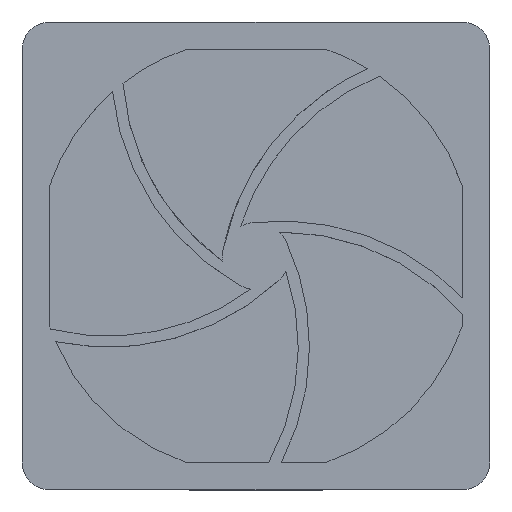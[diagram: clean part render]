
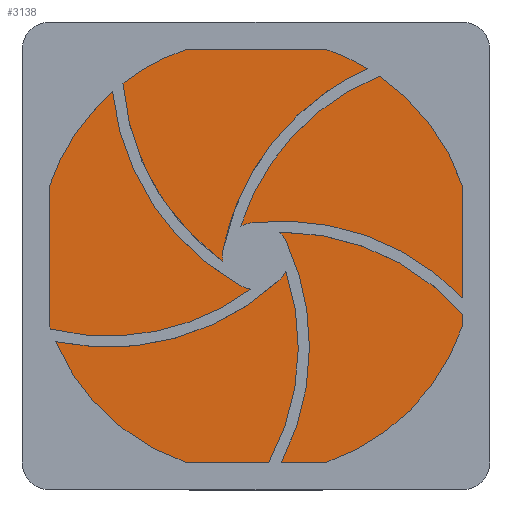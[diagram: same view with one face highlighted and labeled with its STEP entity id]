
A CAD part, top view. The second image highlights one B-rep face of the part: STEP entity #3138.
In plain terms, the highlighted planar face has unit normal (0, 0, 1).
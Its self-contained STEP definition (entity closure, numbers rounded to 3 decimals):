
#440 = VERTEX_POINT ( 'NONE', #6463 ) ;
#513 = VECTOR ( 'NONE', #4877, 1000. ) ;
#614 = CARTESIAN_POINT ( 'NONE',  ( -38.862, 29.337, 11. ) ) ;
#680 = DIRECTION ( 'NONE',  ( 0., -1., 0. ) ) ;
#1229 = VERTEX_POINT ( 'NONE', #7518 ) ;
#1277 = EDGE_CURVE ( 'NONE', #4226, #1229, #1422, .T. ) ;
#1422 = LINE ( 'NONE', #6382, #7358 ) ;
#1474 = LINE ( 'NONE', #7743, #7502 ) ;
#1502 = ORIENTED_EDGE ( 'NONE', *, *, #4094, .T. ) ;
#1575 = CARTESIAN_POINT ( 'NONE',  ( 38.862, 29.337, 11. ) ) ;
#2154 = CARTESIAN_POINT ( 'NONE',  ( -38.862, 38.862, 11. ) ) ;
#2180 = VERTEX_POINT ( 'NONE', #7479 ) ;
#2353 = LINE ( 'NONE', #2609, #5216 ) ;
#2551 = VECTOR ( 'NONE', #5853, 1000. ) ;
#2569 = VECTOR ( 'NONE', #3384, 1000. ) ;
#2609 = CARTESIAN_POINT ( 'NONE',  ( -38.862, -38.862, 11. ) ) ;
#2684 = VERTEX_POINT ( 'NONE', #4995 ) ;
#2691 = CARTESIAN_POINT ( 'NONE',  ( -29.337, -38.862, 11. ) ) ;
#2843 = LINE ( 'NONE', #2154, #2551 ) ;
#2846 = ORIENTED_EDGE ( 'NONE', *, *, #6231, .T. ) ;
#3138 = ADVANCED_FACE ( 'NONE', ( #5629 ), #5057, .F. ) ;
#3384 = DIRECTION ( 'NONE',  ( -0.707, 0.707, 0. ) ) ;
#3444 = DIRECTION ( 'NONE',  ( 0., -1., 0. ) ) ;
#3475 = EDGE_CURVE ( 'NONE', #2180, #7245, #6193, .T. ) ;
#3498 = CARTESIAN_POINT ( 'NONE',  ( 29.337, -38.862, 11. ) ) ;
#3671 = EDGE_CURVE ( 'NONE', #2684, #5620, #7146, .T. ) ;
#3705 = VECTOR ( 'NONE', #4065, 1000. ) ;
#3808 = EDGE_LOOP ( 'NONE', ( #6600, #7747, #7145, #4144, #2846, #5029, #4738, #1502 ) ) ;
#3970 = VERTEX_POINT ( 'NONE', #2691 ) ;
#3986 = LINE ( 'NONE', #7343, #6831 ) ;
#4065 = DIRECTION ( 'NONE',  ( -0.707, -0.707, 0. ) ) ;
#4094 = EDGE_CURVE ( 'NONE', #440, #4226, #4663, .T. ) ;
#4144 = ORIENTED_EDGE ( 'NONE', *, *, #3671, .T. ) ;
#4226 = VERTEX_POINT ( 'NONE', #614 ) ;
#4261 = CARTESIAN_POINT ( 'NONE',  ( 38.862, -29.337, 11. ) ) ;
#4454 = CARTESIAN_POINT ( 'NONE',  ( 29.337, 38.862, 11. ) ) ;
#4663 = LINE ( 'NONE', #7633, #3705 ) ;
#4738 = ORIENTED_EDGE ( 'NONE', *, *, #5674, .T. ) ;
#4877 = DIRECTION ( 'NONE',  ( 0.707, 0.707, 0. ) ) ;
#4995 = CARTESIAN_POINT ( 'NONE',  ( 29.337, -38.862, 11. ) ) ;
#5029 = ORIENTED_EDGE ( 'NONE', *, *, #3475, .T. ) ;
#5057 = PLANE ( 'NONE',  #6362 ) ;
#5086 = DIRECTION ( 'NONE',  ( 0.707, -0.707, 0. ) ) ;
#5216 = VECTOR ( 'NONE', #6345, 1000. ) ;
#5620 = VERTEX_POINT ( 'NONE', #4261 ) ;
#5629 = FACE_OUTER_BOUND ( 'NONE', #3808, .T. ) ;
#5653 = CARTESIAN_POINT ( 'NONE',  ( 0., 0., 11. ) ) ;
#5674 = EDGE_CURVE ( 'NONE', #7245, #440, #2843, .T. ) ;
#5819 = EDGE_CURVE ( 'NONE', #1229, #3970, #1474, .T. ) ;
#5853 = DIRECTION ( 'NONE',  ( -1., 0., 0. ) ) ;
#6193 = LINE ( 'NONE', #1575, #2569 ) ;
#6207 = DIRECTION ( 'NONE',  ( 0., 1., 0. ) ) ;
#6231 = EDGE_CURVE ( 'NONE', #5620, #2180, #3986, .T. ) ;
#6281 = EDGE_CURVE ( 'NONE', #3970, #2684, #2353, .T. ) ;
#6345 = DIRECTION ( 'NONE',  ( 1., 0., 0. ) ) ;
#6362 = AXIS2_PLACEMENT_3D ( 'NONE', #5653, #7435, #680 ) ;
#6382 = CARTESIAN_POINT ( 'NONE',  ( -38.862, -38.862, 11. ) ) ;
#6463 = CARTESIAN_POINT ( 'NONE',  ( -29.337, 38.862, 11. ) ) ;
#6600 = ORIENTED_EDGE ( 'NONE', *, *, #1277, .T. ) ;
#6831 = VECTOR ( 'NONE', #6207, 1000. ) ;
#7145 = ORIENTED_EDGE ( 'NONE', *, *, #6281, .T. ) ;
#7146 = LINE ( 'NONE', #3498, #513 ) ;
#7245 = VERTEX_POINT ( 'NONE', #4454 ) ;
#7343 = CARTESIAN_POINT ( 'NONE',  ( 38.862, -38.862, 11. ) ) ;
#7358 = VECTOR ( 'NONE', #3444, 1000. ) ;
#7435 = DIRECTION ( 'NONE',  ( 0., 0., -1. ) ) ;
#7479 = CARTESIAN_POINT ( 'NONE',  ( 38.862, 29.337, 11. ) ) ;
#7502 = VECTOR ( 'NONE', #5086, 1000. ) ;
#7518 = CARTESIAN_POINT ( 'NONE',  ( -38.862, -29.337, 11. ) ) ;
#7633 = CARTESIAN_POINT ( 'NONE',  ( -29.337, 38.862, 11. ) ) ;
#7743 = CARTESIAN_POINT ( 'NONE',  ( -38.862, -29.337, 11. ) ) ;
#7747 = ORIENTED_EDGE ( 'NONE', *, *, #5819, .T. ) ;
